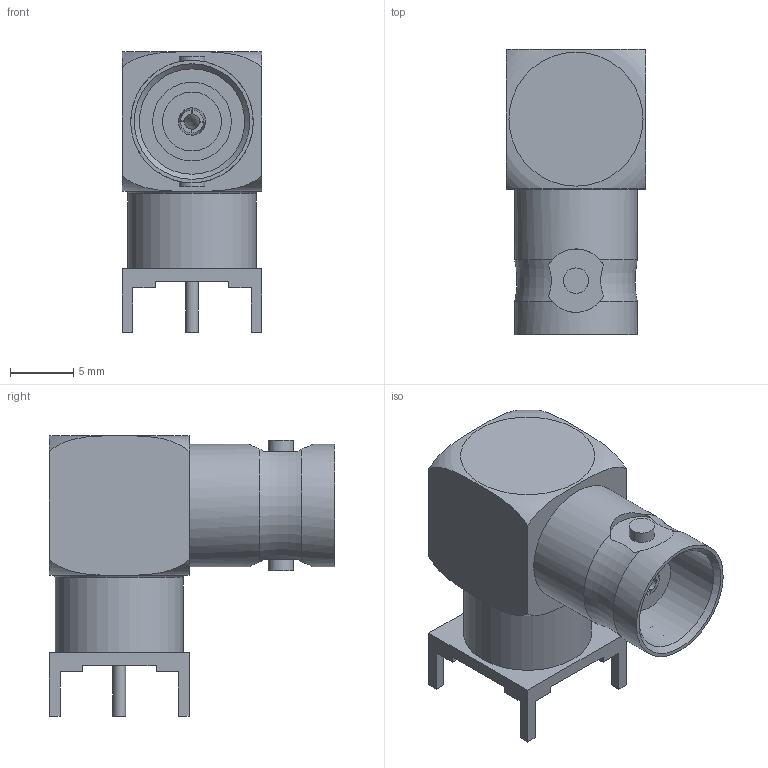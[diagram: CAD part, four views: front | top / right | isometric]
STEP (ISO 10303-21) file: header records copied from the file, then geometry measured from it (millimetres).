
FILE_DESCRIPTION(/* description */ ('Unknown'),/* implementation_level */ '2;1');
FILE_NAME(/* name */ '60711002241505',/* time_stamp */ '2024-08-20T14:06:21+02:00',/* author */ ('Unknown'),/* organization */ ('Unknown'),/* preprocessor_version */ 'ST-DEVELOPER v19.4',/* originating_system */ 'Solid Edge',/* authorisation */ 'Unknown');
FILE_SCHEMA (('AUTOMOTIVE_DESIGN {1 0 10303 214 3 1 1}'));
Length unit declared in the file: millimetre
Products named in the file (7): 60711002241505; 60711002241505_Body; 60711002241505_Housing; 60711002241505_Pin; 60711002241505_Insulator; 60711002241505_Insulator2; 60711002241505_Pin2
Assembly tree (6 placements, depth 2):
  60711002241505
    60711002241505_Body
    60711002241505_Housing
    60711002241505_Pin
    60711002241505_Insulator
    60711002241505_Insulator2
    60711002241505_Pin2
Bounding box: 11 x 22.46 x 22.1 mm (x, y, z)
Volume: 2262.3 mm3; surface area: 3235.8 mm2
Topology: 6 solids, 6 shells, 537 faces, 1262 edges, 748 vertices
Faces by surface type: plane 354, cylinder 97, cone 79, torus 7
Full cylindrical faces by diameter (mm): 1 x1, 1.2 x2, 1.4 x1, 2 x2, 2.1 x4, 2.15 x2, 4.65 x1, 4.8 x2, 6.2 x1, 6.5 x1, 6.7 x1, 6.75 x1, 6.8 x2, 8.3 x1, 8.7 x1, 8.8 x1, 9.65 x2, 10.1 x1
Entity records: 15175 total; most frequent: CARTESIAN_POINT 3046, DIRECTION 2568, ORIENTED_EDGE 2406, EDGE_CURVE 1203, AXIS2_PLACEMENT_3D 993, VERTEX_POINT 727, EDGE_LOOP 596, FACE_BOUND 596
